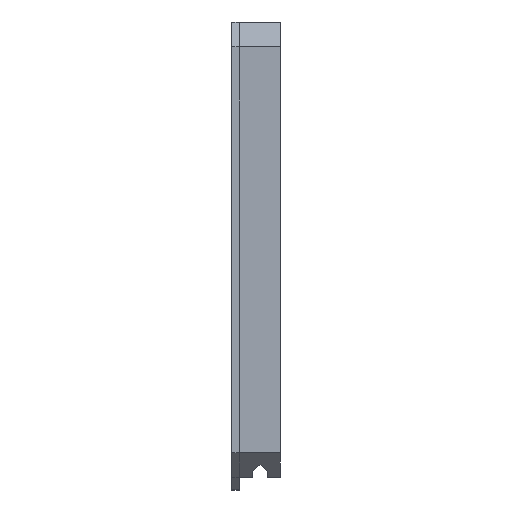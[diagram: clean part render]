
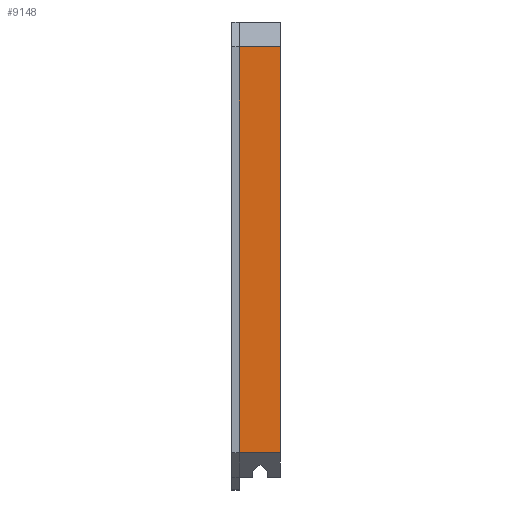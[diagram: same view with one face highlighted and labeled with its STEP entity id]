
A CAD part, left-side view. The second image highlights one B-rep face of the part: STEP entity #9148.
In plain terms, the highlighted planar face has unit normal (-1, 0, 0).
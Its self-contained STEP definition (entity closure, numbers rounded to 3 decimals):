
#692=FACE_OUTER_BOUND('',#1256,.T.);
#1256=EDGE_LOOP('',(#8230,#8231,#8232,#8233));
#1889=LINE('',#13327,#3109);
#2286=LINE('',#14122,#3506);
#2437=LINE('',#14414,#3657);
#2440=LINE('',#14420,#3660);
#3109=VECTOR('',#10954,10.);
#3506=VECTOR('',#11601,10.);
#3657=VECTOR('',#11852,10.);
#3660=VECTOR('',#11861,10.);
#4150=VERTEX_POINT('',#13324);
#4151=VERTEX_POINT('',#13326);
#4424=VERTEX_POINT('',#14121);
#4515=VERTEX_POINT('',#14412);
#5194=EDGE_CURVE('',#4151,#4150,#1889,.T.);
#5591=EDGE_CURVE('',#4151,#4424,#2286,.T.);
#5742=EDGE_CURVE('',#4515,#4150,#2437,.T.);
#5745=EDGE_CURVE('',#4424,#4515,#2440,.T.);
#8230=ORIENTED_EDGE('',*,*,#5591,.F.);
#8231=ORIENTED_EDGE('',*,*,#5194,.T.);
#8232=ORIENTED_EDGE('',*,*,#5742,.F.);
#8233=ORIENTED_EDGE('',*,*,#5745,.F.);
#8714=PLANE('',#9776);
#9148=ADVANCED_FACE('',(#692),#8714,.T.);
#9776=AXIS2_PLACEMENT_3D('',#14458,#11912,#11913);
#10954=DIRECTION('',(0.,0.,1.));
#11601=DIRECTION('',(0.,1.,0.));
#11852=DIRECTION('',(0.,-1.,0.));
#11861=DIRECTION('',(0.,0.,1.));
#11912=DIRECTION('center_axis',(-1.,0.,0.));
#11913=DIRECTION('ref_axis',(0.,-1.,0.));
#13324=CARTESIAN_POINT('',(-55.22,-74.4,16.5));
#13326=CARTESIAN_POINT('',(-55.22,-74.4,0.));
#13327=CARTESIAN_POINT('',(-55.22,-74.4,0.));
#14121=CARTESIAN_POINT('',(-55.22,88.542,0.));
#14122=CARTESIAN_POINT('',(-55.22,78.882,0.));
#14412=CARTESIAN_POINT('',(-55.22,88.542,16.5));
#14414=CARTESIAN_POINT('',(-55.22,88.542,16.5));
#14420=CARTESIAN_POINT('',(-55.22,88.542,14.5));
#14458=CARTESIAN_POINT('Origin',(-55.22,72.329,0.));
